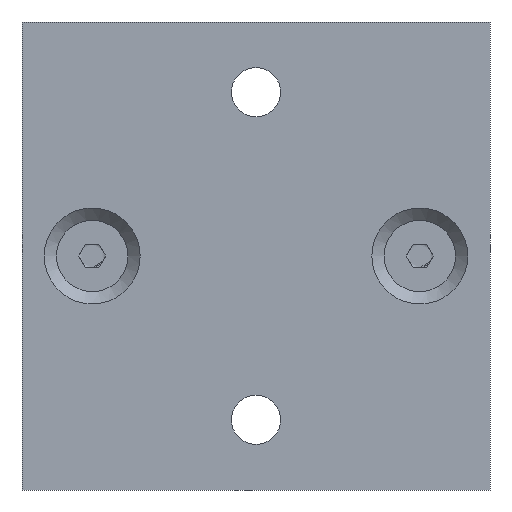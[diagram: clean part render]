
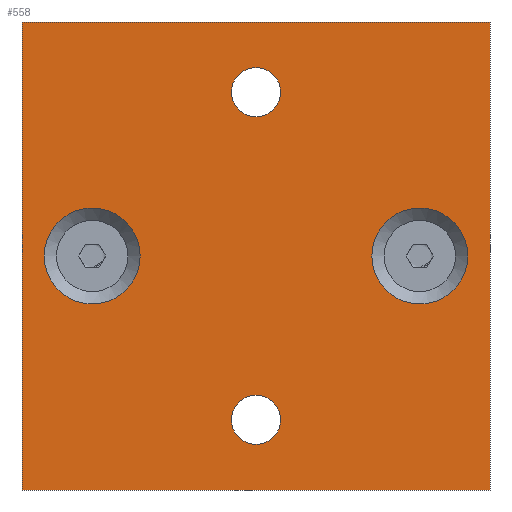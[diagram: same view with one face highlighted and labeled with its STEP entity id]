
A CAD part, front view. The second image highlights one B-rep face of the part: STEP entity #558.
In plain terms, the highlighted planar face has unit normal (0, -1, 0).
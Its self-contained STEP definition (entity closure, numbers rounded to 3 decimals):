
#60=FACE_BOUND('',#150,.T.);
#61=FACE_BOUND('',#151,.T.);
#62=FACE_BOUND('',#152,.T.);
#63=FACE_BOUND('',#153,.T.);
#74=PLANE('',#689);
#110=FACE_OUTER_BOUND('',#149,.T.);
#149=EDGE_LOOP('',(#454,#455,#456,#457));
#150=EDGE_LOOP('',(#458));
#151=EDGE_LOOP('',(#459));
#152=EDGE_LOOP('',(#460));
#153=EDGE_LOOP('',(#461));
#182=LINE('',#940,#221);
#186=LINE('',#948,#225);
#189=LINE('',#954,#228);
#192=LINE('',#959,#231);
#221=VECTOR('',#784,10.);
#225=VECTOR('',#790,10.);
#228=VECTOR('',#795,10.);
#231=VECTOR('',#800,10.);
#252=CIRCLE('',#661,10.25);
#254=CIRCLE('',#664,10.25);
#263=CIRCLE('',#679,5.25);
#265=CIRCLE('',#683,5.25);
#274=VERTEX_POINT('',#892);
#276=VERTEX_POINT('',#898);
#285=VERTEX_POINT('',#926);
#287=VERTEX_POINT('',#934);
#288=VERTEX_POINT('',#938);
#289=VERTEX_POINT('',#939);
#292=VERTEX_POINT('',#947);
#294=VERTEX_POINT('',#953);
#322=EDGE_CURVE('',#274,#274,#252,.T.);
#325=EDGE_CURVE('',#276,#276,#254,.T.);
#339=EDGE_CURVE('',#285,#285,#263,.T.);
#343=EDGE_CURVE('',#287,#287,#265,.T.);
#344=EDGE_CURVE('',#288,#289,#182,.T.);
#348=EDGE_CURVE('',#292,#288,#186,.T.);
#351=EDGE_CURVE('',#294,#292,#189,.T.);
#354=EDGE_CURVE('',#289,#294,#192,.T.);
#454=ORIENTED_EDGE('',*,*,#354,.F.);
#455=ORIENTED_EDGE('',*,*,#344,.F.);
#456=ORIENTED_EDGE('',*,*,#348,.F.);
#457=ORIENTED_EDGE('',*,*,#351,.F.);
#458=ORIENTED_EDGE('',*,*,#322,.T.);
#459=ORIENTED_EDGE('',*,*,#325,.T.);
#460=ORIENTED_EDGE('',*,*,#343,.F.);
#461=ORIENTED_EDGE('',*,*,#339,.F.);
#558=ADVANCED_FACE('',(#110,#60,#61,#62,#63),#74,.F.);
#661=AXIS2_PLACEMENT_3D('',#893,#728,#729);
#664=AXIS2_PLACEMENT_3D('',#899,#735,#736);
#679=AXIS2_PLACEMENT_3D('',#928,#770,#771);
#683=AXIS2_PLACEMENT_3D('',#936,#780,#781);
#689=AXIS2_PLACEMENT_3D('',#962,#804,#805);
#728=DIRECTION('center_axis',(0.,1.,0.));
#729=DIRECTION('ref_axis',(1.,0.,0.));
#735=DIRECTION('center_axis',(0.,1.,0.));
#736=DIRECTION('ref_axis',(1.,0.,0.));
#770=DIRECTION('center_axis',(0.,-1.,0.));
#771=DIRECTION('ref_axis',(1.,0.,0.));
#780=DIRECTION('center_axis',(0.,-1.,0.));
#781=DIRECTION('ref_axis',(1.,0.,0.));
#784=DIRECTION('',(1.,0.,0.));
#790=DIRECTION('',(0.,0.,1.));
#795=DIRECTION('',(-1.,0.,0.));
#800=DIRECTION('',(0.,0.,-1.));
#804=DIRECTION('center_axis',(0.,1.,0.));
#805=DIRECTION('ref_axis',(0.,0.,1.));
#892=CARTESIAN_POINT('',(-45.25,0.,0.));
#893=CARTESIAN_POINT('Origin',(-35.,0.,0.));
#898=CARTESIAN_POINT('',(24.75,0.,0.));
#899=CARTESIAN_POINT('Origin',(35.,0.,0.));
#926=CARTESIAN_POINT('',(-5.25,0.,35.));
#928=CARTESIAN_POINT('Origin',(0.,0.,35.));
#934=CARTESIAN_POINT('',(-5.25,0.,-35.));
#936=CARTESIAN_POINT('Origin',(0.,0.,-35.));
#938=CARTESIAN_POINT('',(-50.,0.,50.));
#939=CARTESIAN_POINT('',(50.,0.,50.));
#940=CARTESIAN_POINT('',(-50.,0.,50.));
#947=CARTESIAN_POINT('',(-50.,0.,-50.));
#948=CARTESIAN_POINT('',(-50.,0.,-50.));
#953=CARTESIAN_POINT('',(50.,0.,-50.));
#954=CARTESIAN_POINT('',(50.,0.,-50.));
#959=CARTESIAN_POINT('',(50.,0.,50.));
#962=CARTESIAN_POINT('Origin',(0.,0.,0.));
